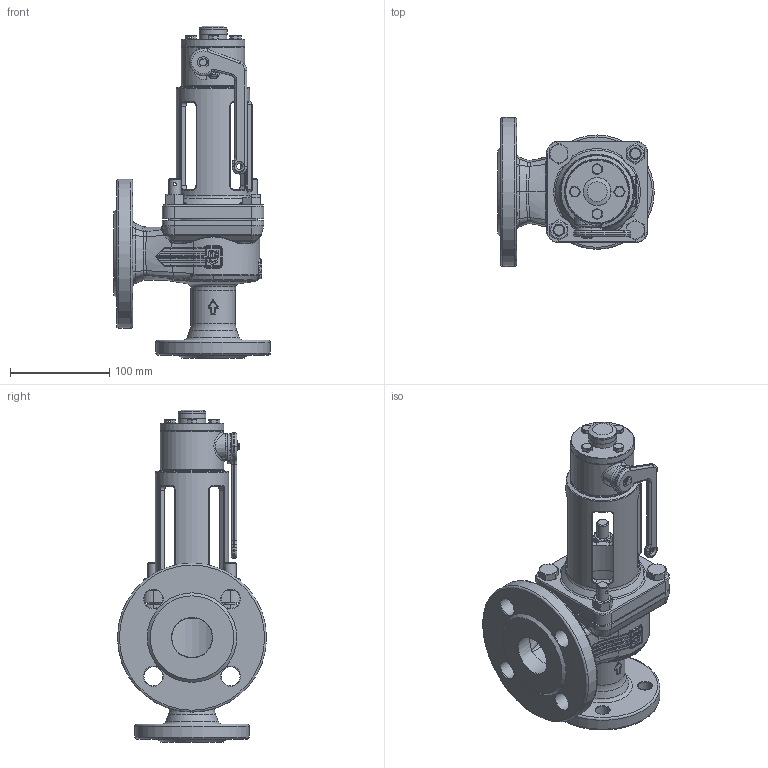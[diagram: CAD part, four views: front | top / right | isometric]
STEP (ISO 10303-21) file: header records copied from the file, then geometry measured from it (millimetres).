
FILE_DESCRIPTION(('HOOPS Exchange Step'),'2;1');
FILE_NAME('SF0611_DN25_25-40.stp','2025-06-27T13:29:04+02:00',('nieru'),('Unknown organisation'),'HOOPS Exchange 2024.2','HOOPS Exchange','Unknown authorisation');
FILE_SCHEMA( ('AP203_CONFIGURATION_CONTROLLED_3D_DESIGN_OF_MECHANICAL_PARTS_AND_ASSEMBLIES_MIM_LF') );
Length unit declared in the file: millimetre
Products named in the file (2): 0; root
Assembly tree (1 placements, depth 2):
  root
    0
Bounding box: 157.5 x 150 x 334 mm (x, y, z)
Volume: 1179812.4 mm3; surface area: 258620.4 mm2
Topology: 20 solids, 20 shells, 1499 faces, 3723 edges, 2233 vertices
Faces by surface type: bspline 582, cylinder 377, plane 305, torus 163, cone 69, sphere 3
Full cylindrical faces by diameter (mm): 2 x2, 3.2 x1, 3.9 x1, 5 x2, 6 x1, 8.2 x1, 8.9 x4, 10 x1, 10.106 x2, 12 x2, 14 x4, 15 x1, 16.63 x2, 18.6 x1, 19 x4, 22.8 x1, 25.8 x1, 28 x3, 28.5 x1, 33.95 x1, 45 x1, 60 x1, 64 x2, 74 x1, 82.163 x1, 86 x1, 115 x1, 150 x1
Entity records: 109267 total; most frequent: CARTESIAN_POINT 77694, ORIENTED_EDGE 7262, DIRECTION 5138, EDGE_CURVE 3631, VERTEX_POINT 2233, AXIS2_PLACEMENT_3D 2091, EDGE_LOOP 1608, FACE_BOUND 1608
